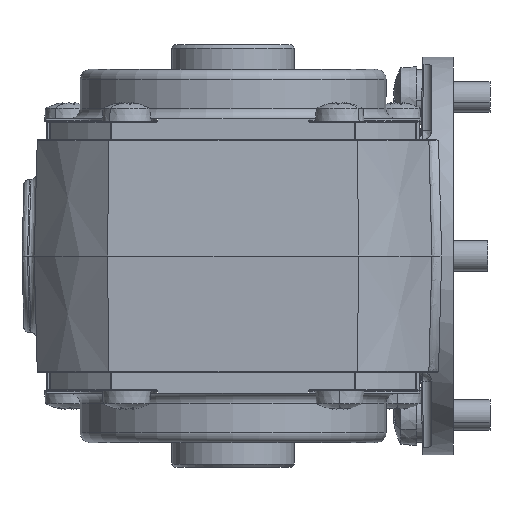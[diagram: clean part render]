
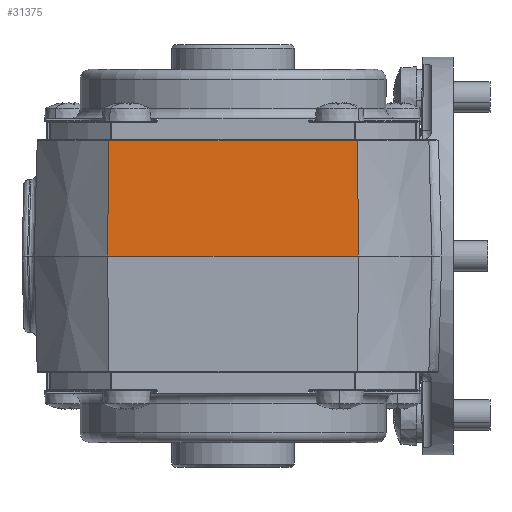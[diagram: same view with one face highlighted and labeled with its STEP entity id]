
A CAD part, front view. The second image highlights one B-rep face of the part: STEP entity #31375.
In plain terms, the highlighted planar face has unit normal (0, -1, 0.026).
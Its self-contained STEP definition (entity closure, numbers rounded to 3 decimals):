
#1581 = VERTEX_POINT ( 'NONE', #13833 ) ;
#3266 = CARTESIAN_POINT ( 'NONE',  ( -20.349, -62.508, 18.805 ) ) ;
#4483 = CARTESIAN_POINT ( 'NONE',  ( -20.494, -63., 0. ) ) ;
#5586 = LINE ( 'NONE', #6024, #14422 ) ;
#6024 = CARTESIAN_POINT ( 'NONE',  ( -20.348, -62.508, 18.805 ) ) ;
#6617 = CARTESIAN_POINT ( 'NONE',  ( 20.349, -62.508, 18.805 ) ) ;
#6885 = LINE ( 'NONE', #4483, #24481 ) ;
#7409 = VERTEX_POINT ( 'NONE', #3266 ) ;
#7901 = EDGE_CURVE ( 'NONE', #36204, #1581, #6885, .T. ) ;
#8013 = EDGE_LOOP ( 'NONE', ( #12458, #12012, #23444, #20465 ) ) ;
#9390 = CARTESIAN_POINT ( 'NONE',  ( -20.494, -63., 0. ) ) ;
#9927 = CARTESIAN_POINT ( 'NONE',  ( 20.446, -62.836, 6.268 ) ) ;
#12012 = ORIENTED_EDGE ( 'NONE', *, *, #16305, .T. ) ;
#12458 = ORIENTED_EDGE ( 'NONE', *, *, #34023, .F. ) ;
#13833 = CARTESIAN_POINT ( 'NONE',  ( 20.494, -63., 0. ) ) ;
#13897 = DIRECTION ( 'NONE',  ( 0., -1., 0.026 ) ) ;
#14422 = VECTOR ( 'NONE', #35781, 1000. ) ;
#14981 = B_SPLINE_CURVE_WITH_KNOTS ( 'NONE', 3,
 ( #6617, #26415, #9927, #33097 ),
 .UNSPECIFIED., .F., .F.,
 ( 4, 4 ),
 ( 0., 0.019 ),
 .UNSPECIFIED. ) ;
#16305 = EDGE_CURVE ( 'NONE', #25775, #7409, #5586, .T. ) ;
#20376 = PLANE ( 'NONE',  #42154 ) ;
#20465 = ORIENTED_EDGE ( 'NONE', *, *, #7901, .T. ) ;
#22567 = CARTESIAN_POINT ( 'NONE',  ( -20.398, -62.672, 12.537 ) ) ;
#23444 = ORIENTED_EDGE ( 'NONE', *, *, #28407, .T. ) ;
#23835 = FACE_OUTER_BOUND ( 'NONE', #8013, .T. ) ;
#24481 = VECTOR ( 'NONE', #35346, 1000. ) ;
#25775 = VERTEX_POINT ( 'NONE', #34447 ) ;
#26415 = CARTESIAN_POINT ( 'NONE',  ( 20.398, -62.672, 12.537 ) ) ;
#27927 = CARTESIAN_POINT ( 'NONE',  ( -20.494, -63., 0. ) ) ;
#28407 = EDGE_CURVE ( 'NONE', #7409, #36204, #32788, .T. ) ;
#29225 = CARTESIAN_POINT ( 'NONE',  ( -20.446, -62.836, 6.268 ) ) ;
#31375 = ADVANCED_FACE ( 'NONE', ( #23835 ), #20376, .T. ) ;
#32788 = B_SPLINE_CURVE_WITH_KNOTS ( 'NONE', 3,
 ( #39012, #22567, #29225, #9390 ),
 .UNSPECIFIED., .F., .F.,
 ( 4, 4 ),
 ( 0., 0.019 ),
 .UNSPECIFIED. ) ;
#33097 = CARTESIAN_POINT ( 'NONE',  ( 20.494, -63., 0. ) ) ;
#33674 = CARTESIAN_POINT ( 'NONE',  ( -20.494, -63., 0. ) ) ;
#34023 = EDGE_CURVE ( 'NONE', #25775, #1581, #14981, .T. ) ;
#34447 = CARTESIAN_POINT ( 'NONE',  ( 20.349, -62.508, 18.805 ) ) ;
#35346 = DIRECTION ( 'NONE',  ( 1., 0., 0. ) ) ;
#35781 = DIRECTION ( 'NONE',  ( -1., 0., 0. ) ) ;
#36204 = VERTEX_POINT ( 'NONE', #27927 ) ;
#36977 = DIRECTION ( 'NONE',  ( 0., -0.026, -1. ) ) ;
#39012 = CARTESIAN_POINT ( 'NONE',  ( -20.349, -62.508, 18.805 ) ) ;
#42154 = AXIS2_PLACEMENT_3D ( 'NONE', #33674, #13897, #36977 ) ;
